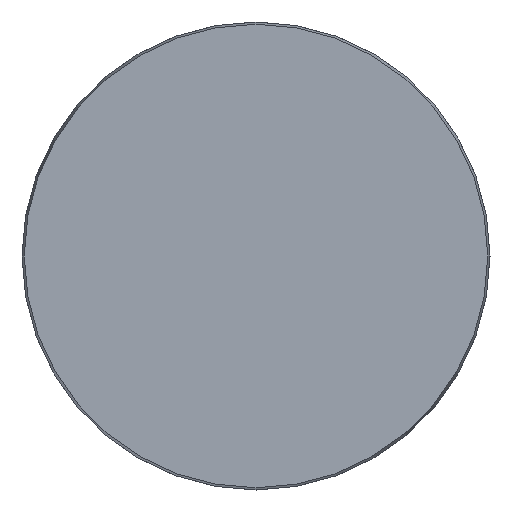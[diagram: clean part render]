
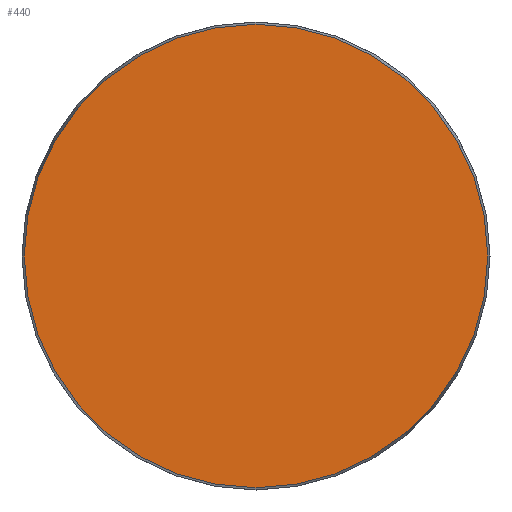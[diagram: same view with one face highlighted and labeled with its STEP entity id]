
A CAD part, front view. The second image highlights one B-rep face of the part: STEP entity #440.
In plain terms, the highlighted planar face has unit normal (0, -1, 0).
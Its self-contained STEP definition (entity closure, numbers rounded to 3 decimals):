
#36 = DIRECTION ( 'NONE',  ( 0., 0., 1. ) ) ;
#65 = DIRECTION ( 'NONE',  ( 0., -1., 0. ) ) ;
#107 = EDGE_LOOP ( 'NONE', ( #296 ) ) ;
#172 = CARTESIAN_POINT ( 'NONE',  ( 0., 0., -58.425 ) ) ;
#257 = AXIS2_PLACEMENT_3D ( 'NONE', #709, #65, #301 ) ;
#296 = ORIENTED_EDGE ( 'NONE', *, *, #384, .T. ) ;
#301 = DIRECTION ( 'NONE',  ( 0., 0., -1. ) ) ;
#325 = FACE_OUTER_BOUND ( 'NONE', #107, .T. ) ;
#384 = EDGE_CURVE ( 'NONE', #475, #475, #649, .T. ) ;
#406 = AXIS2_PLACEMENT_3D ( 'NONE', #568, #605, #36 ) ;
#440 = ADVANCED_FACE ( 'NONE', ( #325 ), #615, .F. ) ;
#475 = VERTEX_POINT ( 'NONE', #172 ) ;
#568 = CARTESIAN_POINT ( 'NONE',  ( -58.425, 0., 0. ) ) ;
#605 = DIRECTION ( 'NONE',  ( 0., 1., 0. ) ) ;
#615 = PLANE ( 'NONE',  #406 ) ;
#649 = CIRCLE ( 'NONE', #257, 58.425 ) ;
#709 = CARTESIAN_POINT ( 'NONE',  ( 0., 0., 0. ) ) ;
